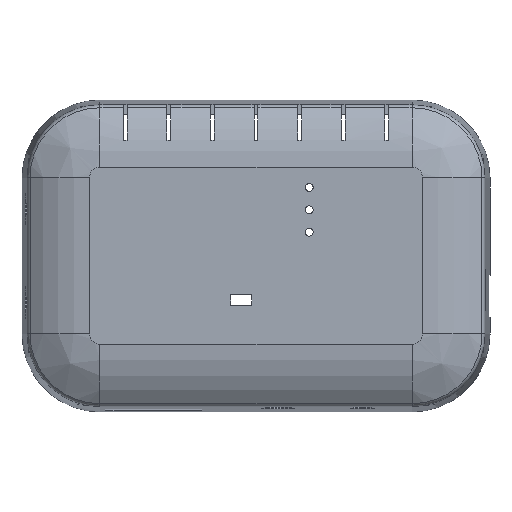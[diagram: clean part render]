
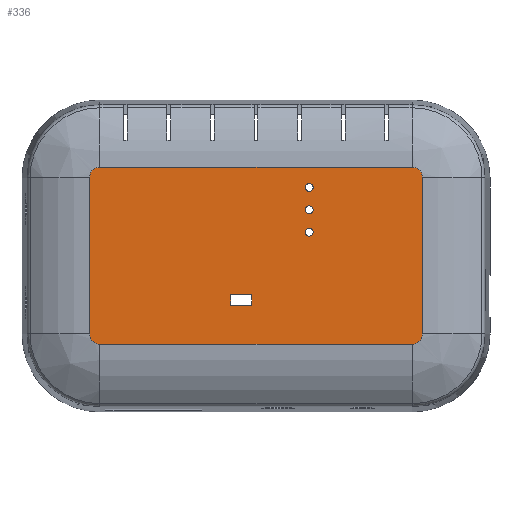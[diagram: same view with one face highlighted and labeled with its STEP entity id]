
A CAD part, top view. The second image highlights one B-rep face of the part: STEP entity #336.
In plain terms, the highlighted planar face has unit normal (0, 0, 1).
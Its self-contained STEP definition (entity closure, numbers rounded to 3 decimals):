
#24 = VERTEX_POINT('',#25);
#25 = CARTESIAN_POINT('',(40.,22.679,45.3));
#279 = VERTEX_POINT('',#280);
#280 = CARTESIAN_POINT('',(-40.,22.679,45.3));
#287 = EDGE_CURVE('',#24,#279,#288,.T.);
#288 = LINE('',#289,#290);
#289 = CARTESIAN_POINT('',(-40.,22.679,45.3));
#290 = VECTOR('',#291,1.);
#291 = DIRECTION('',(-1.,0.,0.));
#311 = EDGE_CURVE('',#24,#312,#314,.T.);
#312 = VERTEX_POINT('',#313);
#313 = CARTESIAN_POINT('',(42.679,20.,45.3));
#314 = CIRCLE('',#315,2.679);
#315 = AXIS2_PLACEMENT_3D('',#316,#317,#318);
#316 = CARTESIAN_POINT('',(40.,20.,45.3));
#317 = DIRECTION('',(0.,0.,-1.));
#318 = DIRECTION('',(1.,0.,0.));
#336 = ADVANCED_FACE('',(#337,#390,#401,#412,#423),#457,.F.);
#337 = FACE_BOUND('',#338,.F.);
#338 = EDGE_LOOP('',(#339,#347,#356,#364,#373,#381,#388,#389));
#339 = ORIENTED_EDGE('',*,*,#340,.F.);
#340 = EDGE_CURVE('',#341,#312,#343,.T.);
#341 = VERTEX_POINT('',#342);
#342 = CARTESIAN_POINT('',(42.679,-20.,45.3));
#343 = LINE('',#344,#345);
#344 = CARTESIAN_POINT('',(42.679,20.,45.3));
#345 = VECTOR('',#346,1.);
#346 = DIRECTION('',(0.,1.,0.));
#347 = ORIENTED_EDGE('',*,*,#348,.F.);
#348 = EDGE_CURVE('',#349,#341,#351,.T.);
#349 = VERTEX_POINT('',#350);
#350 = CARTESIAN_POINT('',(40.,-22.679,45.3));
#351 = CIRCLE('',#352,2.679);
#352 = AXIS2_PLACEMENT_3D('',#353,#354,#355);
#353 = CARTESIAN_POINT('',(40.,-20.,45.3));
#354 = DIRECTION('',(0.,0.,1.));
#355 = DIRECTION('',(1.,0.,0.));
#356 = ORIENTED_EDGE('',*,*,#357,.T.);
#357 = EDGE_CURVE('',#349,#358,#360,.T.);
#358 = VERTEX_POINT('',#359);
#359 = CARTESIAN_POINT('',(-40.,-22.679,45.3));
#360 = LINE('',#361,#362);
#361 = CARTESIAN_POINT('',(-40.,-22.679,45.3));
#362 = VECTOR('',#363,1.);
#363 = DIRECTION('',(-1.,0.,0.));
#364 = ORIENTED_EDGE('',*,*,#365,.T.);
#365 = EDGE_CURVE('',#358,#366,#368,.T.);
#366 = VERTEX_POINT('',#367);
#367 = CARTESIAN_POINT('',(-42.679,-20.,45.3));
#368 = CIRCLE('',#369,2.679);
#369 = AXIS2_PLACEMENT_3D('',#370,#371,#372);
#370 = CARTESIAN_POINT('',(-40.,-20.,45.3));
#371 = DIRECTION('',(0.,0.,-1.));
#372 = DIRECTION('',(-1.,0.,0.));
#373 = ORIENTED_EDGE('',*,*,#374,.T.);
#374 = EDGE_CURVE('',#366,#375,#377,.T.);
#375 = VERTEX_POINT('',#376);
#376 = CARTESIAN_POINT('',(-42.679,20.,45.3));
#377 = LINE('',#378,#379);
#378 = CARTESIAN_POINT('',(-42.679,20.,45.3));
#379 = VECTOR('',#380,1.);
#380 = DIRECTION('',(0.,1.,0.));
#381 = ORIENTED_EDGE('',*,*,#382,.F.);
#382 = EDGE_CURVE('',#279,#375,#383,.T.);
#383 = CIRCLE('',#384,2.679);
#384 = AXIS2_PLACEMENT_3D('',#385,#386,#387);
#385 = CARTESIAN_POINT('',(-40.,20.,45.3));
#386 = DIRECTION('',(0.,0.,1.));
#387 = DIRECTION('',(-1.,0.,0.));
#388 = ORIENTED_EDGE('',*,*,#287,.F.);
#389 = ORIENTED_EDGE('',*,*,#311,.T.);
#390 = FACE_BOUND('',#391,.F.);
#391 = EDGE_LOOP('',(#392));
#392 = ORIENTED_EDGE('',*,*,#393,.T.);
#393 = EDGE_CURVE('',#394,#394,#396,.T.);
#394 = VERTEX_POINT('',#395);
#395 = CARTESIAN_POINT('',(12.66,17.5,45.3));
#396 = CIRCLE('',#397,1.);
#397 = AXIS2_PLACEMENT_3D('',#398,#399,#400);
#398 = CARTESIAN_POINT('',(13.66,17.5,45.3));
#399 = DIRECTION('',(0.,0.,1.));
#400 = DIRECTION('',(-1.,-0.,0.));
#401 = FACE_BOUND('',#402,.F.);
#402 = EDGE_LOOP('',(#403));
#403 = ORIENTED_EDGE('',*,*,#404,.T.);
#404 = EDGE_CURVE('',#405,#405,#407,.T.);
#405 = VERTEX_POINT('',#406);
#406 = CARTESIAN_POINT('',(12.66,11.76,45.3));
#407 = CIRCLE('',#408,1.);
#408 = AXIS2_PLACEMENT_3D('',#409,#410,#411);
#409 = CARTESIAN_POINT('',(13.66,11.76,45.3));
#410 = DIRECTION('',(0.,0.,1.));
#411 = DIRECTION('',(-1.,-0.,0.));
#412 = FACE_BOUND('',#413,.F.);
#413 = EDGE_LOOP('',(#414));
#414 = ORIENTED_EDGE('',*,*,#415,.T.);
#415 = EDGE_CURVE('',#416,#416,#418,.T.);
#416 = VERTEX_POINT('',#417);
#417 = CARTESIAN_POINT('',(12.66,6.02,45.3));
#418 = CIRCLE('',#419,1.);
#419 = AXIS2_PLACEMENT_3D('',#420,#421,#422);
#420 = CARTESIAN_POINT('',(13.66,6.02,45.3));
#421 = DIRECTION('',(0.,0.,1.));
#422 = DIRECTION('',(-1.,-0.,0.));
#423 = FACE_BOUND('',#424,.F.);
#424 = EDGE_LOOP('',(#425,#435,#443,#451));
#425 = ORIENTED_EDGE('',*,*,#426,.F.);
#426 = EDGE_CURVE('',#427,#429,#431,.T.);
#427 = VERTEX_POINT('',#428);
#428 = CARTESIAN_POINT('',(-1.1,-9.95,45.3));
#429 = VERTEX_POINT('',#430);
#430 = CARTESIAN_POINT('',(-1.1,-12.75,45.3));
#431 = LINE('',#432,#433);
#432 = CARTESIAN_POINT('',(-1.1,-6.375,45.3));
#433 = VECTOR('',#434,1.);
#434 = DIRECTION('',(0.,-1.,0.));
#435 = ORIENTED_EDGE('',*,*,#436,.F.);
#436 = EDGE_CURVE('',#437,#427,#439,.T.);
#437 = VERTEX_POINT('',#438);
#438 = CARTESIAN_POINT('',(-6.5,-9.95,45.3));
#439 = LINE('',#440,#441);
#440 = CARTESIAN_POINT('',(-0.55,-9.95,45.3));
#441 = VECTOR('',#442,1.);
#442 = DIRECTION('',(1.,0.,0.));
#443 = ORIENTED_EDGE('',*,*,#444,.F.);
#444 = EDGE_CURVE('',#445,#437,#447,.T.);
#445 = VERTEX_POINT('',#446);
#446 = CARTESIAN_POINT('',(-6.5,-12.75,45.3));
#447 = LINE('',#448,#449);
#448 = CARTESIAN_POINT('',(-6.5,-4.975,45.3));
#449 = VECTOR('',#450,1.);
#450 = DIRECTION('',(-0.,1.,0.));
#451 = ORIENTED_EDGE('',*,*,#452,.F.);
#452 = EDGE_CURVE('',#429,#445,#453,.T.);
#453 = LINE('',#454,#455);
#454 = CARTESIAN_POINT('',(-3.25,-12.75,45.3));
#455 = VECTOR('',#456,1.);
#456 = DIRECTION('',(-1.,-0.,0.));
#457 = PLANE('',#458);
#458 = AXIS2_PLACEMENT_3D('',#459,#460,#461);
#459 = CARTESIAN_POINT('',(0.,0.,45.3));
#460 = DIRECTION('',(0.,0.,-1.));
#461 = DIRECTION('',(1.,0.,0.));
